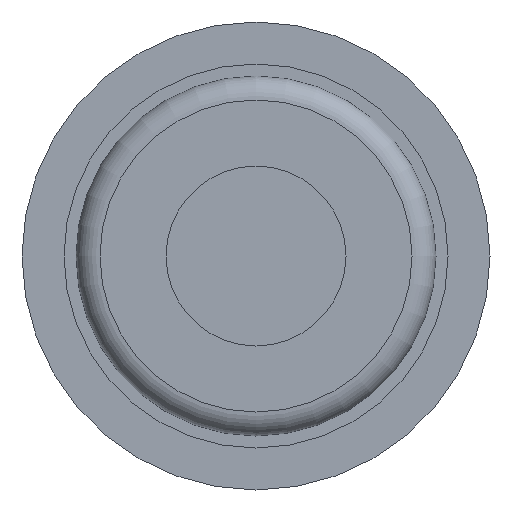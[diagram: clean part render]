
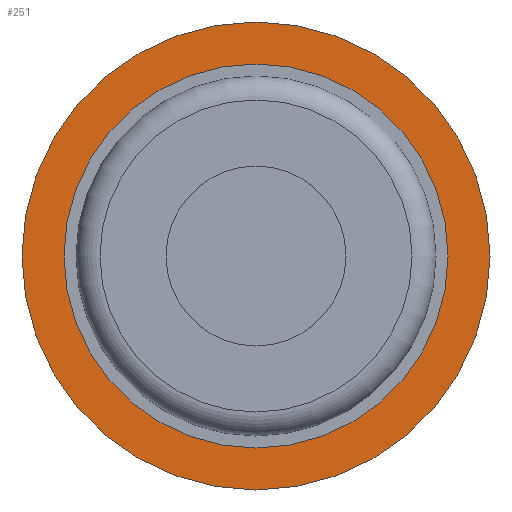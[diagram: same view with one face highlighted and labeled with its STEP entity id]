
A CAD part, front view. The second image highlights one B-rep face of the part: STEP entity #251.
In plain terms, the highlighted planar face has unit normal (0, -1, 0).
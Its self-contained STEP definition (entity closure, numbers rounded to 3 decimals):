
#19=FACE_BOUND('',#91,.T.);
#69=FACE_OUTER_BOUND('',#90,.T.);
#90=EDGE_LOOP('',(#201));
#91=EDGE_LOOP('',(#202));
#110=CIRCLE('',#304,16.);
#111=CIRCLE('',#306,19.5);
#133=VERTEX_POINT('',#450);
#134=VERTEX_POINT('',#454);
#157=EDGE_CURVE('',#133,#133,#110,.T.);
#158=EDGE_CURVE('',#134,#134,#111,.T.);
#201=ORIENTED_EDGE('',*,*,#158,.T.);
#202=ORIENTED_EDGE('',*,*,#157,.F.);
#239=PLANE('',#305);
#251=ADVANCED_FACE('',(#69,#19),#239,.F.);
#304=AXIS2_PLACEMENT_3D('',#452,#371,#372);
#305=AXIS2_PLACEMENT_3D('',#453,#373,#374);
#306=AXIS2_PLACEMENT_3D('',#455,#375,#376);
#371=DIRECTION('center_axis',(0.,-1.,0.));
#372=DIRECTION('ref_axis',(0.,0.,-1.));
#373=DIRECTION('center_axis',(0.,1.,0.));
#374=DIRECTION('ref_axis',(0.,0.,1.));
#375=DIRECTION('center_axis',(0.,-1.,0.));
#376=DIRECTION('ref_axis',(0.,0.,-1.));
#450=CARTESIAN_POINT('',(0.,0.,16.));
#452=CARTESIAN_POINT('Origin',(0.,0.,0.));
#453=CARTESIAN_POINT('Origin',(19.5,0.,0.));
#454=CARTESIAN_POINT('',(0.,0.,19.5));
#455=CARTESIAN_POINT('Origin',(0.,0.,0.));
